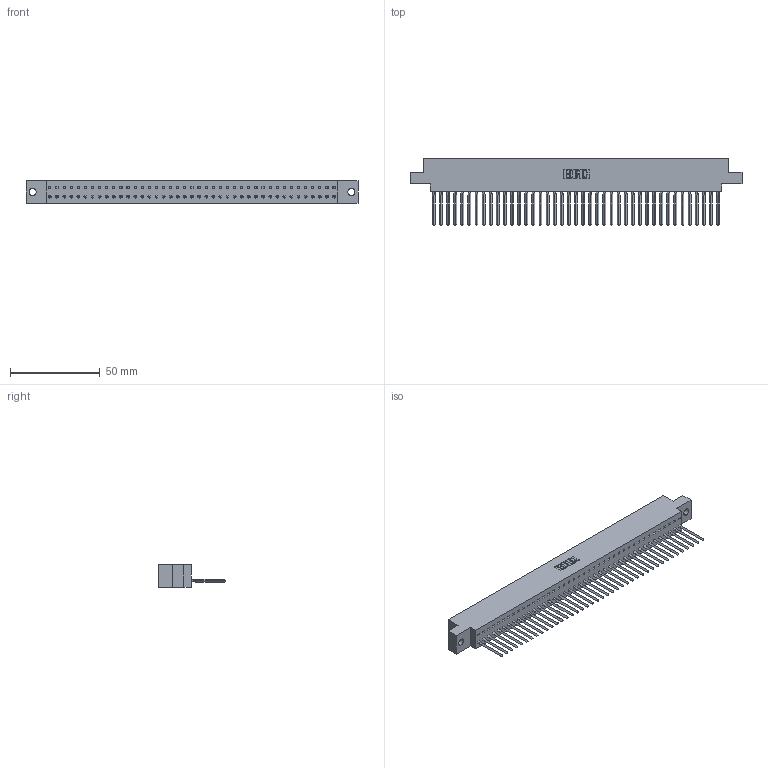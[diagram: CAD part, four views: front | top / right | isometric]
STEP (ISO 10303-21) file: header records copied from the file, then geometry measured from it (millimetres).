
FILE_DESCRIPTION (( 'STEP AP203' ), '1' );
FILE_NAME ('317-041-541-604.STEP', '2020-02-28T00:57:33', ( '' ), ( '' ), 'SwSTEP 2.0', 'SolidWorks 2016', '' );
FILE_SCHEMA (( 'CONFIG_CONTROL_DESIGN' ));
Length unit declared in the file: inch
Products named in the file (3): 317-290-002_541; 317-041-541-604; 317 Part_.156 Dia - TH
Assembly tree (42 placements, depth 2):
  317-041-541-604
    317 Part_.156 Dia - TH
    317-290-002_541  x41
Bounding box: 185.17 x 37.34 x 12.7 mm (x, y, z)
Volume: 29909.1 mm3; surface area: 42048.2 mm2
Topology: 42 solids, 42 shells, 6334 faces, 18069 edges, 11744 vertices
Faces by surface type: plane 5142, cylinder 1028, bspline 164
Entity records: 59644 total; most frequent: CARTESIAN_POINT 11244, ORIENTED_EDGE 10538, DIRECTION 8655, EDGE_CURVE 5269, LINE 4905, VECTOR 4905, VERTEX_POINT 3504, AXIS2_PLACEMENT_3D 1875
